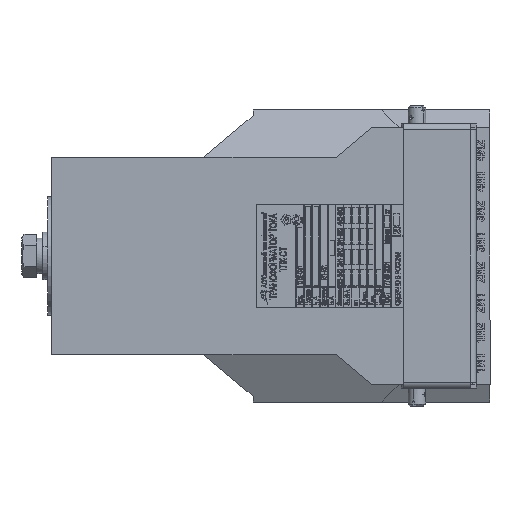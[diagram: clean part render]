
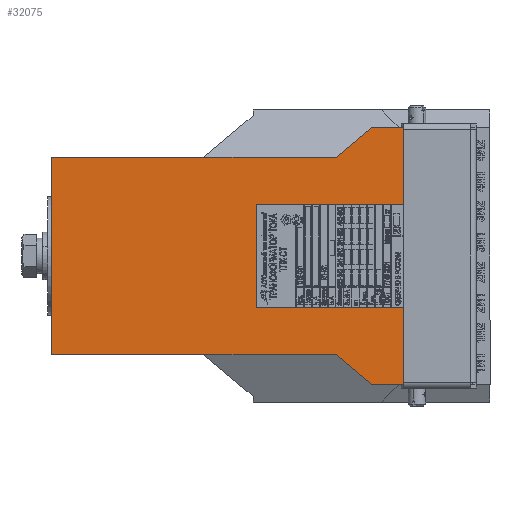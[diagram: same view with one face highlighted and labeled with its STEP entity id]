
A CAD part, left-side view. The second image highlights one B-rep face of the part: STEP entity #32075.
In plain terms, the highlighted planar face has unit normal (-1, 0, 0).
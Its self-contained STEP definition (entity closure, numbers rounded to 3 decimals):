
#54 = VECTOR ( 'NONE', #217849, 1000. ) ;
#490 = EDGE_CURVE ( 'NONE', #145330, #188199, #40360, .T. ) ;
#1662 = EDGE_LOOP ( 'NONE', ( #48674, #167797, #16463, #63959, #45606, #212504, #204397, #32252, #130067, #134624, #97843, #186819 ) ) ;
#3473 = EDGE_CURVE ( 'NONE', #94417, #212826, #219061, .T. ) ;
#5217 = DIRECTION ( 'NONE',  ( 1., 0., 0. ) ) ;
#6638 = CARTESIAN_POINT ( 'NONE',  ( -165., 65., 60. ) ) ;
#6809 = LINE ( 'NONE', #98130, #144810 ) ;
#7983 = DIRECTION ( 'NONE',  ( 0., 0., -1. ) ) ;
#12111 = DIRECTION ( 'NONE',  ( 0., 0., 1. ) ) ;
#13786 = EDGE_CURVE ( 'NONE', #182226, #94417, #209230, .T. ) ;
#16463 = ORIENTED_EDGE ( 'NONE', *, *, #13786, .F. ) ;
#17362 = CARTESIAN_POINT ( 'NONE',  ( -165., 26., 118. ) ) ;
#20654 = DIRECTION ( 'NONE',  ( 0., -1., 0. ) ) ;
#22347 = EDGE_CURVE ( 'NONE', #155630, #212826, #98182, .T. ) ;
#24450 = DIRECTION ( 'NONE',  ( 0., 1., 0. ) ) ;
#26273 = DIRECTION ( 'NONE',  ( 0., 0.643, -0.766 ) ) ;
#28934 = CARTESIAN_POINT ( 'NONE',  ( -165., 26., 118. ) ) ;
#29041 = VERTEX_POINT ( 'NONE', #73622 ) ;
#32075 = ADVANCED_FACE ( 'NONE', ( #105628 ), #91560, .F. ) ;
#32252 = ORIENTED_EDGE ( 'NONE', *, *, #38194, .F. ) ;
#35340 = CARTESIAN_POINT ( 'NONE',  ( -165., 65., 60. ) ) ;
#38194 = EDGE_CURVE ( 'NONE', #47879, #29041, #182315, .T. ) ;
#40360 = LINE ( 'NONE', #178565, #218686 ) ;
#43215 = VECTOR ( 'NONE', #180072, 1000. ) ;
#45606 = ORIENTED_EDGE ( 'NONE', *, *, #55644, .T. ) ;
#46534 = EDGE_CURVE ( 'NONE', #187247, #197791, #55810, .T. ) ;
#47068 = DIRECTION ( 'NONE',  ( 0., 0., -1. ) ) ;
#47879 = VERTEX_POINT ( 'NONE', #186726 ) ;
#48674 = ORIENTED_EDGE ( 'NONE', *, *, #22347, .T. ) ;
#51338 = LINE ( 'NONE', #175786, #97323 ) ;
#52343 = CARTESIAN_POINT ( 'NONE',  ( -165., 50., 77.876 ) ) ;
#54919 = DIRECTION ( 'NONE',  ( 0., 0.643, 0.766 ) ) ;
#55644 = EDGE_CURVE ( 'NONE', #82181, #145330, #184089, .T. ) ;
#55810 = LINE ( 'NONE', #6638, #101743 ) ;
#56374 = VERTEX_POINT ( 'NONE', #120126 ) ;
#59205 = CARTESIAN_POINT ( 'NONE',  ( -165., -26., 44. ) ) ;
#61193 = CARTESIAN_POINT ( 'NONE',  ( -165., 65., 0. ) ) ;
#63959 = ORIENTED_EDGE ( 'NONE', *, *, #119391, .F. ) ;
#65200 = CARTESIAN_POINT ( 'NONE',  ( -165., -50., 222. ) ) ;
#73622 = CARTESIAN_POINT ( 'NONE',  ( -165., -50., 77.876 ) ) ;
#76820 = VECTOR ( 'NONE', #24450, 1000. ) ;
#78450 = DIRECTION ( 'NONE',  ( 0., 0., -1. ) ) ;
#82181 = VERTEX_POINT ( 'NONE', #118675 ) ;
#90420 = VECTOR ( 'NONE', #47068, 1000. ) ;
#91560 = PLANE ( 'NONE',  #104589 ) ;
#91795 = CARTESIAN_POINT ( 'NONE',  ( -165., 65., 44. ) ) ;
#94417 = VERTEX_POINT ( 'NONE', #17362 ) ;
#94591 = EDGE_CURVE ( 'NONE', #197791, #155630, #105688, .T. ) ;
#95802 = DIRECTION ( 'NONE',  ( 0., 0., -1. ) ) ;
#97323 = VECTOR ( 'NONE', #54919, 1000. ) ;
#97843 = ORIENTED_EDGE ( 'NONE', *, *, #46534, .T. ) ;
#98130 = CARTESIAN_POINT ( 'NONE',  ( -165., 50., 222. ) ) ;
#98182 = LINE ( 'NONE', #222443, #149475 ) ;
#98590 = CARTESIAN_POINT ( 'NONE',  ( -165., 74., 44. ) ) ;
#101743 = VECTOR ( 'NONE', #26273, 1000. ) ;
#104365 = CARTESIAN_POINT ( 'NONE',  ( -165., -65., 60. ) ) ;
#104589 = AXIS2_PLACEMENT_3D ( 'NONE', #212233, #5217, #126308 ) ;
#105628 = FACE_OUTER_BOUND ( 'NONE', #1662, .T. ) ;
#105688 = LINE ( 'NONE', #61193, #146171 ) ;
#111964 = VECTOR ( 'NONE', #95802, 1000. ) ;
#118675 = CARTESIAN_POINT ( 'NONE',  ( -165., -26., 44. ) ) ;
#119391 = EDGE_CURVE ( 'NONE', #82181, #182226, #129764, .T. ) ;
#120126 = CARTESIAN_POINT ( 'NONE',  ( -165., 50., 222. ) ) ;
#126308 = DIRECTION ( 'NONE',  ( 0., 0., -1. ) ) ;
#129764 = LINE ( 'NONE', #59205, #43215 ) ;
#130067 = ORIENTED_EDGE ( 'NONE', *, *, #191368, .F. ) ;
#134624 = ORIENTED_EDGE ( 'NONE', *, *, #170998, .T. ) ;
#144810 = VECTOR ( 'NONE', #201548, 1000. ) ;
#145330 = VERTEX_POINT ( 'NONE', #194081 ) ;
#146171 = VECTOR ( 'NONE', #78450, 1000. ) ;
#147078 = CARTESIAN_POINT ( 'NONE',  ( -165., 50., 222. ) ) ;
#149475 = VECTOR ( 'NONE', #20654, 1000. ) ;
#152401 = LINE ( 'NONE', #147078, #111964 ) ;
#155630 = VERTEX_POINT ( 'NONE', #91795 ) ;
#155909 = CARTESIAN_POINT ( 'NONE',  ( -165., -26., 118. ) ) ;
#156563 = CARTESIAN_POINT ( 'NONE',  ( -165., 26., 44. ) ) ;
#167797 = ORIENTED_EDGE ( 'NONE', *, *, #3473, .F. ) ;
#170998 = EDGE_CURVE ( 'NONE', #56374, #187247, #152401, .T. ) ;
#173201 = VECTOR ( 'NONE', #7983, 1000. ) ;
#175786 = CARTESIAN_POINT ( 'NONE',  ( -165., -50., 77.876 ) ) ;
#178565 = CARTESIAN_POINT ( 'NONE',  ( -165., -65., 60. ) ) ;
#180072 = DIRECTION ( 'NONE',  ( 0., 0., 1. ) ) ;
#182226 = VERTEX_POINT ( 'NONE', #155909 ) ;
#182315 = LINE ( 'NONE', #65200, #90420 ) ;
#184089 = LINE ( 'NONE', #98590, #54 ) ;
#186726 = CARTESIAN_POINT ( 'NONE',  ( -165., -50., 222. ) ) ;
#186819 = ORIENTED_EDGE ( 'NONE', *, *, #94591, .T. ) ;
#187247 = VERTEX_POINT ( 'NONE', #52343 ) ;
#188199 = VERTEX_POINT ( 'NONE', #104365 ) ;
#191368 = EDGE_CURVE ( 'NONE', #56374, #47879, #6809, .T. ) ;
#194067 = CARTESIAN_POINT ( 'NONE',  ( -165., 26., 44. ) ) ;
#194081 = CARTESIAN_POINT ( 'NONE',  ( -165., -65., 44. ) ) ;
#197791 = VERTEX_POINT ( 'NONE', #35340 ) ;
#201548 = DIRECTION ( 'NONE',  ( 0., -1., 0. ) ) ;
#201583 = EDGE_CURVE ( 'NONE', #188199, #29041, #51338, .T. ) ;
#204397 = ORIENTED_EDGE ( 'NONE', *, *, #201583, .T. ) ;
#209230 = LINE ( 'NONE', #28934, #76820 ) ;
#212233 = CARTESIAN_POINT ( 'NONE',  ( -165., 50., 222. ) ) ;
#212504 = ORIENTED_EDGE ( 'NONE', *, *, #490, .T. ) ;
#212826 = VERTEX_POINT ( 'NONE', #194067 ) ;
#217849 = DIRECTION ( 'NONE',  ( 0., -1., 0. ) ) ;
#218686 = VECTOR ( 'NONE', #12111, 1000. ) ;
#219061 = LINE ( 'NONE', #156563, #173201 ) ;
#222443 = CARTESIAN_POINT ( 'NONE',  ( -165., 74., 44. ) ) ;
